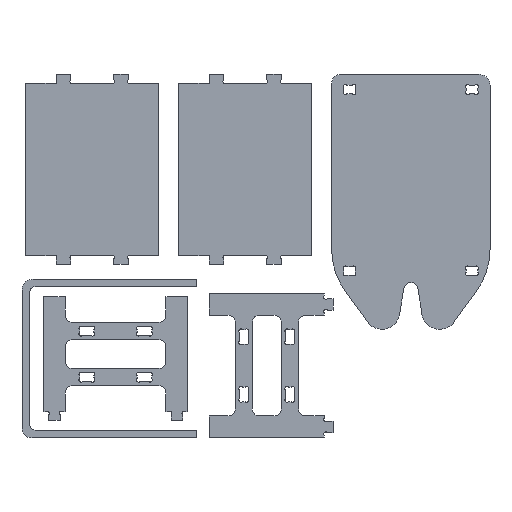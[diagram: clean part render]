
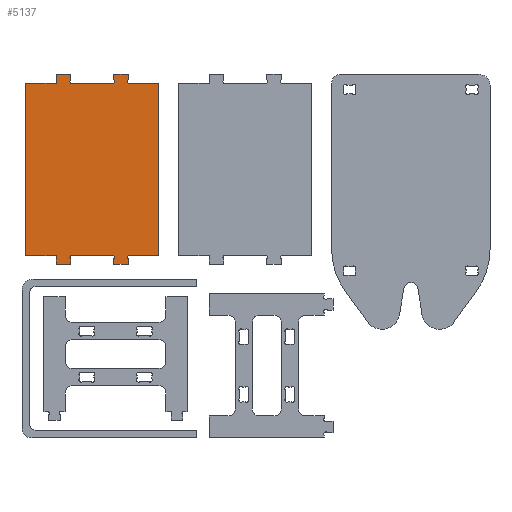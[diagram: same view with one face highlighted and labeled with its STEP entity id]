
A CAD part, top view. The second image highlights one B-rep face of the part: STEP entity #5137.
In plain terms, the highlighted planar face has unit normal (0, 0, 1).
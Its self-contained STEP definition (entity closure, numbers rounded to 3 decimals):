
#203=CIRCLE('',#5545,3.);
#205=CIRCLE('',#5548,3.);
#207=CIRCLE('',#5551,3.);
#209=CIRCLE('',#5554,3.);
#211=CIRCLE('',#5557,3.);
#213=CIRCLE('',#5560,3.);
#215=CIRCLE('',#5563,3.);
#217=CIRCLE('',#5566,3.);
#568=FACE_OUTER_BOUND('',#850,.T.);
#850=EDGE_LOOP('',(#4393,#4394,#4395,#4396,#4397,#4398,#4399,#4400,#4401,
#4402,#4403,#4404,#4405,#4406,#4407,#4408,#4409,#4410,#4411,#4412,#4413,
#4414,#4415,#4416,#4417,#4418,#4419,#4420));
#1305=LINE('',#8268,#1857);
#1306=LINE('',#8271,#1858);
#1309=LINE('',#8277,#1861);
#1314=LINE('',#8286,#1866);
#1317=LINE('',#8292,#1869);
#1318=LINE('',#8294,#1870);
#1320=LINE('',#8298,#1872);
#1324=LINE('',#8304,#1876);
#1325=LINE('',#8307,#1877);
#1328=LINE('',#8312,#1880);
#1332=LINE('',#8319,#1884);
#1335=LINE('',#8325,#1887);
#1336=LINE('',#8327,#1888);
#1340=LINE('',#8334,#1892);
#1341=LINE('',#8337,#1893);
#1344=LINE('',#8342,#1896);
#1346=LINE('',#8345,#1898);
#1352=LINE('',#8355,#1904);
#1353=LINE('',#8357,#1905);
#1354=LINE('',#8358,#1906);
#1857=VECTOR('',#6744,10.);
#1858=VECTOR('',#6747,10.);
#1861=VECTOR('',#6752,10.);
#1866=VECTOR('',#6759,10.);
#1869=VECTOR('',#6764,10.);
#1870=VECTOR('',#6767,10.);
#1872=VECTOR('',#6771,10.);
#1876=VECTOR('',#6777,10.);
#1877=VECTOR('',#6780,10.);
#1880=VECTOR('',#6785,10.);
#1884=VECTOR('',#6791,10.);
#1887=VECTOR('',#6796,10.);
#1888=VECTOR('',#6799,10.);
#1892=VECTOR('',#6805,10.);
#1893=VECTOR('',#6808,10.);
#1896=VECTOR('',#6813,10.);
#1898=VECTOR('',#6817,10.);
#1904=VECTOR('',#6827,10.);
#1905=VECTOR('',#6830,10.);
#1906=VECTOR('',#6831,10.);
#2357=VERTEX_POINT('',#8195);
#2358=VERTEX_POINT('',#8197);
#2361=VERTEX_POINT('',#8204);
#2362=VERTEX_POINT('',#8206);
#2365=VERTEX_POINT('',#8213);
#2366=VERTEX_POINT('',#8215);
#2369=VERTEX_POINT('',#8222);
#2370=VERTEX_POINT('',#8224);
#2373=VERTEX_POINT('',#8231);
#2374=VERTEX_POINT('',#8233);
#2377=VERTEX_POINT('',#8240);
#2378=VERTEX_POINT('',#8242);
#2381=VERTEX_POINT('',#8249);
#2382=VERTEX_POINT('',#8251);
#2385=VERTEX_POINT('',#8258);
#2386=VERTEX_POINT('',#8260);
#2388=VERTEX_POINT('',#8266);
#2389=VERTEX_POINT('',#8270);
#2391=VERTEX_POINT('',#8276);
#2394=VERTEX_POINT('',#8284);
#2396=VERTEX_POINT('',#8290);
#2397=VERTEX_POINT('',#8297);
#2399=VERTEX_POINT('',#8306);
#2402=VERTEX_POINT('',#8317);
#2404=VERTEX_POINT('',#8323);
#2406=VERTEX_POINT('',#8332);
#2407=VERTEX_POINT('',#8336);
#2410=VERTEX_POINT('',#8353);
#3021=EDGE_CURVE('',#2357,#2358,#203,.T.);
#3025=EDGE_CURVE('',#2361,#2362,#205,.T.);
#3029=EDGE_CURVE('',#2365,#2366,#207,.T.);
#3033=EDGE_CURVE('',#2369,#2370,#209,.T.);
#3037=EDGE_CURVE('',#2373,#2374,#211,.T.);
#3041=EDGE_CURVE('',#2377,#2378,#213,.T.);
#3045=EDGE_CURVE('',#2381,#2382,#215,.T.);
#3049=EDGE_CURVE('',#2385,#2386,#217,.T.);
#3053=EDGE_CURVE('',#2388,#2357,#1305,.T.);
#3054=EDGE_CURVE('',#2358,#2389,#1306,.T.);
#3057=EDGE_CURVE('',#2374,#2391,#1309,.T.);
#3062=EDGE_CURVE('',#2377,#2394,#1314,.T.);
#3065=EDGE_CURVE('',#2381,#2396,#1317,.T.);
#3066=EDGE_CURVE('',#2394,#2391,#1318,.T.);
#3068=EDGE_CURVE('',#2397,#2378,#1320,.T.);
#3072=EDGE_CURVE('',#2373,#2382,#1324,.T.);
#3073=EDGE_CURVE('',#2386,#2399,#1325,.T.);
#3076=EDGE_CURVE('',#2396,#2399,#1328,.T.);
#3080=EDGE_CURVE('',#2385,#2402,#1332,.T.);
#3083=EDGE_CURVE('',#2361,#2404,#1335,.T.);
#3084=EDGE_CURVE('',#2404,#2389,#1336,.T.);
#3088=EDGE_CURVE('',#2369,#2406,#1340,.T.);
#3089=EDGE_CURVE('',#2366,#2407,#1341,.T.);
#3092=EDGE_CURVE('',#2406,#2407,#1344,.T.);
#3094=EDGE_CURVE('',#2362,#2365,#1346,.T.);
#3100=EDGE_CURVE('',#2410,#2402,#1352,.T.);
#3101=EDGE_CURVE('',#2388,#2397,#1353,.T.);
#3102=EDGE_CURVE('',#2370,#2410,#1354,.T.);
#4393=ORIENTED_EDGE('',*,*,#3021,.F.);
#4394=ORIENTED_EDGE('',*,*,#3053,.F.);
#4395=ORIENTED_EDGE('',*,*,#3101,.T.);
#4396=ORIENTED_EDGE('',*,*,#3068,.T.);
#4397=ORIENTED_EDGE('',*,*,#3041,.F.);
#4398=ORIENTED_EDGE('',*,*,#3062,.T.);
#4399=ORIENTED_EDGE('',*,*,#3066,.T.);
#4400=ORIENTED_EDGE('',*,*,#3057,.F.);
#4401=ORIENTED_EDGE('',*,*,#3037,.F.);
#4402=ORIENTED_EDGE('',*,*,#3072,.T.);
#4403=ORIENTED_EDGE('',*,*,#3045,.F.);
#4404=ORIENTED_EDGE('',*,*,#3065,.T.);
#4405=ORIENTED_EDGE('',*,*,#3076,.T.);
#4406=ORIENTED_EDGE('',*,*,#3073,.F.);
#4407=ORIENTED_EDGE('',*,*,#3049,.F.);
#4408=ORIENTED_EDGE('',*,*,#3080,.T.);
#4409=ORIENTED_EDGE('',*,*,#3100,.F.);
#4410=ORIENTED_EDGE('',*,*,#3102,.F.);
#4411=ORIENTED_EDGE('',*,*,#3033,.F.);
#4412=ORIENTED_EDGE('',*,*,#3088,.T.);
#4413=ORIENTED_EDGE('',*,*,#3092,.T.);
#4414=ORIENTED_EDGE('',*,*,#3089,.F.);
#4415=ORIENTED_EDGE('',*,*,#3029,.F.);
#4416=ORIENTED_EDGE('',*,*,#3094,.F.);
#4417=ORIENTED_EDGE('',*,*,#3025,.F.);
#4418=ORIENTED_EDGE('',*,*,#3083,.T.);
#4419=ORIENTED_EDGE('',*,*,#3084,.T.);
#4420=ORIENTED_EDGE('',*,*,#3054,.F.);
#4902=PLANE('',#5586);
#5137=ADVANCED_FACE('',(#568),#4902,.F.);
#5545=AXIS2_PLACEMENT_3D('',#8198,#6681,#6682);
#5548=AXIS2_PLACEMENT_3D('',#8207,#6689,#6690);
#5551=AXIS2_PLACEMENT_3D('',#8216,#6697,#6698);
#5554=AXIS2_PLACEMENT_3D('',#8225,#6705,#6706);
#5557=AXIS2_PLACEMENT_3D('',#8234,#6713,#6714);
#5560=AXIS2_PLACEMENT_3D('',#8243,#6721,#6722);
#5563=AXIS2_PLACEMENT_3D('',#8252,#6729,#6730);
#5566=AXIS2_PLACEMENT_3D('',#8261,#6737,#6738);
#5586=AXIS2_PLACEMENT_3D('',#8356,#6828,#6829);
#6681=DIRECTION('center_axis',(0.,0.,1.));
#6682=DIRECTION('ref_axis',(-1.,0.,0.));
#6689=DIRECTION('center_axis',(0.,0.,1.));
#6690=DIRECTION('ref_axis',(-1.,0.,0.));
#6697=DIRECTION('center_axis',(0.,0.,1.));
#6698=DIRECTION('ref_axis',(-1.,0.,0.));
#6705=DIRECTION('center_axis',(0.,0.,1.));
#6706=DIRECTION('ref_axis',(-1.,0.,0.));
#6713=DIRECTION('center_axis',(0.,0.,1.));
#6714=DIRECTION('ref_axis',(-1.,0.,0.));
#6721=DIRECTION('center_axis',(0.,0.,1.));
#6722=DIRECTION('ref_axis',(-1.,0.,0.));
#6729=DIRECTION('center_axis',(0.,0.,1.));
#6730=DIRECTION('ref_axis',(-1.,0.,0.));
#6737=DIRECTION('center_axis',(0.,0.,1.));
#6738=DIRECTION('ref_axis',(-1.,0.,0.));
#6744=DIRECTION('',(-1.,0.,0.));
#6747=DIRECTION('',(0.,-1.,0.));
#6752=DIRECTION('',(0.,1.,0.));
#6759=DIRECTION('',(0.,1.,0.));
#6764=DIRECTION('',(0.,1.,0.));
#6767=DIRECTION('',(-1.,0.,0.));
#6771=DIRECTION('',(-1.,0.,0.));
#6777=DIRECTION('',(-1.,0.,0.));
#6780=DIRECTION('',(0.,1.,0.));
#6785=DIRECTION('',(-1.,0.,0.));
#6791=DIRECTION('',(-1.,0.,0.));
#6796=DIRECTION('',(0.,-1.,0.));
#6799=DIRECTION('',(1.,0.,0.));
#6805=DIRECTION('',(0.,-1.,0.));
#6808=DIRECTION('',(0.,-1.,0.));
#6813=DIRECTION('',(1.,0.,0.));
#6817=DIRECTION('',(-1.,0.,0.));
#6827=DIRECTION('',(0.,1.,0.));
#6828=DIRECTION('center_axis',(0.,0.,-1.));
#6829=DIRECTION('ref_axis',(-1.,0.,0.));
#6830=DIRECTION('',(0.,1.,0.));
#6831=DIRECTION('',(-1.,0.,0.));
#8195=CARTESIAN_POINT('',(-43.257,375.,12.));
#8197=CARTESIAN_POINT('',(-47.5,370.757,12.));
#8198=CARTESIAN_POINT('Origin',(-45.379,372.879,12.));
#8204=CARTESIAN_POINT('',(-67.5,370.757,12.));
#8206=CARTESIAN_POINT('',(-71.743,375.,12.));
#8207=CARTESIAN_POINT('Origin',(-69.621,372.879,12.));
#8213=CARTESIAN_POINT('',(-123.257,375.,12.));
#8215=CARTESIAN_POINT('',(-127.5,370.757,12.));
#8216=CARTESIAN_POINT('Origin',(-125.379,372.879,12.));
#8222=CARTESIAN_POINT('',(-147.5,370.757,12.));
#8224=CARTESIAN_POINT('',(-151.743,375.,12.));
#8225=CARTESIAN_POINT('Origin',(-149.621,372.879,12.));
#8231=CARTESIAN_POINT('',(-71.743,615.,12.));
#8233=CARTESIAN_POINT('',(-67.5,619.243,12.));
#8234=CARTESIAN_POINT('Origin',(-69.621,617.121,12.));
#8240=CARTESIAN_POINT('',(-47.5,619.243,12.));
#8242=CARTESIAN_POINT('',(-43.257,615.,12.));
#8243=CARTESIAN_POINT('Origin',(-45.379,617.121,12.));
#8249=CARTESIAN_POINT('',(-127.5,619.243,12.));
#8251=CARTESIAN_POINT('',(-123.257,615.,12.));
#8252=CARTESIAN_POINT('Origin',(-125.379,617.121,12.));
#8258=CARTESIAN_POINT('',(-151.743,615.,12.));
#8260=CARTESIAN_POINT('',(-147.5,619.243,12.));
#8261=CARTESIAN_POINT('Origin',(-149.621,617.121,12.));
#8266=CARTESIAN_POINT('',(-5.,375.,12.));
#8268=CARTESIAN_POINT('',(-5.,375.,12.));
#8270=CARTESIAN_POINT('',(-47.5,363.,12.));
#8271=CARTESIAN_POINT('',(-47.5,375.,12.));
#8276=CARTESIAN_POINT('',(-67.5,627.,12.));
#8277=CARTESIAN_POINT('',(-67.5,615.,12.));
#8284=CARTESIAN_POINT('',(-47.5,627.,12.));
#8286=CARTESIAN_POINT('',(-47.5,615.,12.));
#8290=CARTESIAN_POINT('',(-127.5,627.,12.));
#8292=CARTESIAN_POINT('',(-127.5,615.,12.));
#8294=CARTESIAN_POINT('',(-67.5,627.,12.));
#8297=CARTESIAN_POINT('',(-5.,615.,12.));
#8298=CARTESIAN_POINT('',(-5.,615.,12.));
#8304=CARTESIAN_POINT('',(-5.,615.,12.));
#8306=CARTESIAN_POINT('',(-147.5,627.,12.));
#8307=CARTESIAN_POINT('',(-147.5,615.,12.));
#8312=CARTESIAN_POINT('',(-147.5,627.,12.));
#8317=CARTESIAN_POINT('',(-190.,615.,12.));
#8319=CARTESIAN_POINT('',(-5.,615.,12.));
#8323=CARTESIAN_POINT('',(-67.5,363.,12.));
#8325=CARTESIAN_POINT('',(-67.5,375.,12.));
#8327=CARTESIAN_POINT('',(-5.,363.,12.));
#8332=CARTESIAN_POINT('',(-147.5,363.,12.));
#8334=CARTESIAN_POINT('',(-147.5,375.,12.));
#8336=CARTESIAN_POINT('',(-127.5,363.,12.));
#8337=CARTESIAN_POINT('',(-127.5,375.,12.));
#8342=CARTESIAN_POINT('',(-127.5,363.,12.));
#8345=CARTESIAN_POINT('',(-5.,375.,12.));
#8353=CARTESIAN_POINT('',(-190.,375.,12.));
#8355=CARTESIAN_POINT('',(-190.,375.,12.));
#8356=CARTESIAN_POINT('Origin',(-5.,375.,12.));
#8357=CARTESIAN_POINT('',(-5.,375.,12.));
#8358=CARTESIAN_POINT('',(-5.,375.,12.));
